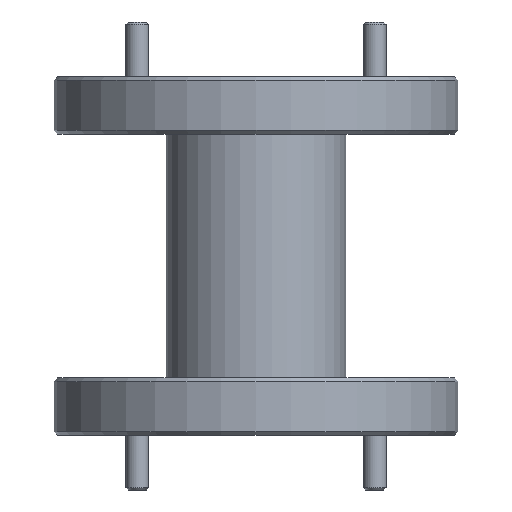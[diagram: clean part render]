
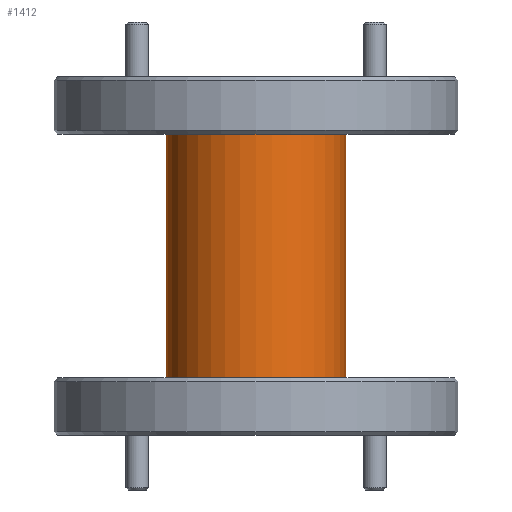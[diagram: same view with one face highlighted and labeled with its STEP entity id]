
A CAD part, front view. The second image highlights one B-rep face of the part: STEP entity #1412.
In plain terms, the highlighted cylindrical face has radius 6.35 mm (diameter 12.7 mm), a partial arc.
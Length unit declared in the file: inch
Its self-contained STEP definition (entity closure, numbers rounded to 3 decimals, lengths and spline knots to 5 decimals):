
#76 = CARTESIAN_POINT ( 'NONE',  ( 0.0652, 0.26806, -0.4246 ) ) ;
#309 = DIRECTION ( 'NONE',  ( 0., 0., 1. ) ) ;
#322 = ORIENTED_EDGE ( 'NONE', *, *, #2915, .T. ) ;
#370 = DIRECTION ( 'NONE',  ( -1., 0., 0. ) ) ;
#571 = DIRECTION ( 'NONE',  ( -1., 0., 0. ) ) ;
#623 = DIRECTION ( 'NONE',  ( 0., 0., -1. ) ) ;
#687 = ORIENTED_EDGE ( 'NONE', *, *, #1054, .T. ) ;
#848 = VERTEX_POINT ( 'NONE', #76 ) ;
#854 = LINE ( 'NONE', #1274, #3844 ) ;
#970 = EDGE_LOOP ( 'NONE', ( #2974, #322, #687, #3923 ) ) ;
#1054 = EDGE_CURVE ( 'NONE', #1379, #1826, #3192, .T. ) ;
#1118 = AXIS2_PLACEMENT_3D ( 'NONE', #2271, #2253, #571 ) ;
#1195 = VERTEX_POINT ( 'NONE', #3960 ) ;
#1204 = DIRECTION ( 'NONE',  ( 0., 0., -1. ) ) ;
#1274 = CARTESIAN_POINT ( 'NONE',  ( 0.0652, 0.26806, 0.96251 ) ) ;
#1379 = VERTEX_POINT ( 'NONE', #3083 ) ;
#1382 = EDGE_CURVE ( 'NONE', #1195, #848, #854, .T. ) ;
#1401 = CIRCLE ( 'NONE', #3831, 0.25 ) ;
#1412 = ADVANCED_FACE ( 'NONE', ( #3210 ), #3520, .T. ) ;
#1669 = EDGE_CURVE ( 'NONE', #1826, #848, #1401, .T. ) ;
#1685 = CARTESIAN_POINT ( 'NONE',  ( -0.1848, 0.26806, 0.2554 ) ) ;
#1733 = DIRECTION ( 'NONE',  ( 0., 0., -1. ) ) ;
#1826 = VERTEX_POINT ( 'NONE', #4126 ) ;
#2253 = DIRECTION ( 'NONE',  ( 0., 0., -1. ) ) ;
#2257 = DIRECTION ( 'NONE',  ( 1., 0., 0. ) ) ;
#2271 = CARTESIAN_POINT ( 'NONE',  ( -0.1848, 0.26806, 0.96251 ) ) ;
#2683 = CIRCLE ( 'NONE', #3172, 0.25 ) ;
#2915 = EDGE_CURVE ( 'NONE', #1195, #1379, #2683, .T. ) ;
#2940 = VECTOR ( 'NONE', #623, 39.37008 ) ;
#2974 = ORIENTED_EDGE ( 'NONE', *, *, #1382, .F. ) ;
#3083 = CARTESIAN_POINT ( 'NONE',  ( -0.4348, 0.26806, 0.2554 ) ) ;
#3172 = AXIS2_PLACEMENT_3D ( 'NONE', #1685, #1733, #2257 ) ;
#3192 = LINE ( 'NONE', #3608, #2940 ) ;
#3210 = FACE_OUTER_BOUND ( 'NONE', #970, .T. ) ;
#3300 = CARTESIAN_POINT ( 'NONE',  ( -0.1848, 0.26806, -0.4246 ) ) ;
#3520 = CYLINDRICAL_SURFACE ( 'NONE', #1118, 0.25 ) ;
#3608 = CARTESIAN_POINT ( 'NONE',  ( -0.4348, 0.26806, 0.96251 ) ) ;
#3831 = AXIS2_PLACEMENT_3D ( 'NONE', #3300, #309, #370 ) ;
#3844 = VECTOR ( 'NONE', #1204, 39.37008 ) ;
#3923 = ORIENTED_EDGE ( 'NONE', *, *, #1669, .T. ) ;
#3960 = CARTESIAN_POINT ( 'NONE',  ( 0.0652, 0.26806, 0.2554 ) ) ;
#4126 = CARTESIAN_POINT ( 'NONE',  ( -0.4348, 0.26806, -0.4246 ) ) ;
